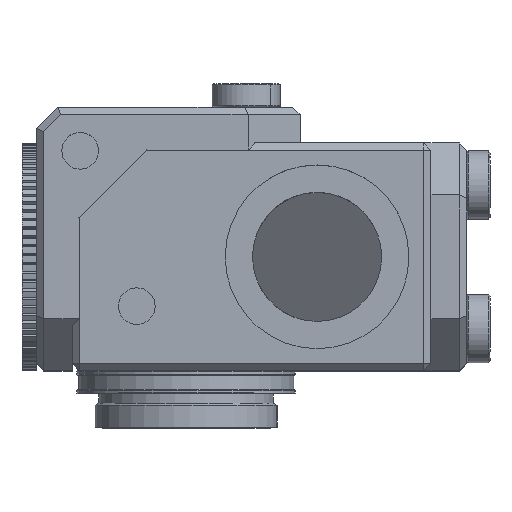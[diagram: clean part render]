
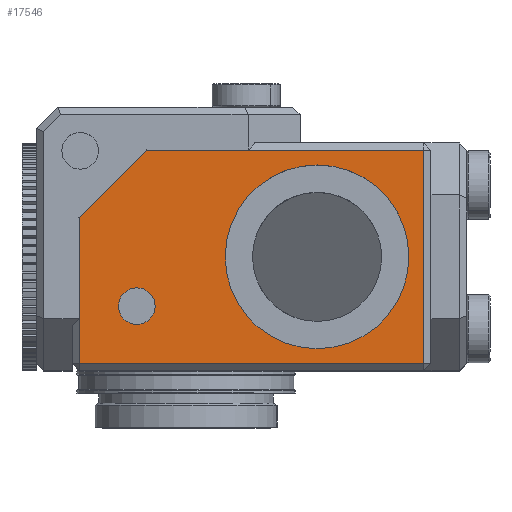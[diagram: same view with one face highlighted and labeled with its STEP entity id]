
A CAD part, top view. The second image highlights one B-rep face of the part: STEP entity #17546.
In plain terms, the highlighted face is planar.
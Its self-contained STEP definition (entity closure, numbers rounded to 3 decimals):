
#9 = ORIENTED_EDGE ( 'NONE', *, *, #8900, .T. ) ;
#448 = CIRCLE ( 'NONE', #17147, 2.553 ) ;
#670 = FACE_BOUND ( 'NONE', #8614, .T. ) ;
#1029 = CIRCLE ( 'NONE', #16622, 2.553 ) ;
#1273 = VERTEX_POINT ( 'NONE', #5321 ) ;
#1312 = DIRECTION ( 'NONE',  ( 0., 0., 1. ) ) ;
#1563 = PLANE ( 'NONE',  #6846 ) ;
#1950 = EDGE_CURVE ( 'NONE', #8387, #7147, #17899, .T. ) ;
#2082 = EDGE_CURVE ( 'NONE', #7147, #4581, #2726, .T. ) ;
#2177 = DIRECTION ( 'NONE',  ( 0., 0.707, 0.707 ) ) ;
#2267 = CARTESIAN_POINT ( 'NONE',  ( -15.875, -14.875, 39.586 ) ) ;
#2292 = VECTOR ( 'NONE', #16861, 1000. ) ;
#2300 = ORIENTED_EDGE ( 'NONE', *, *, #4669, .F. ) ;
#2726 = LINE ( 'NONE', #9350, #17076 ) ;
#2780 = DIRECTION ( 'NONE',  ( -1., 0., 0. ) ) ;
#3626 = DIRECTION ( 'NONE',  ( 0., 0., 1. ) ) ;
#3749 = CARTESIAN_POINT ( 'NONE',  ( -15.875, 14.875, 1. ) ) ;
#3872 = CARTESIAN_POINT ( 'NONE',  ( -15.875, 6.875, 38.447 ) ) ;
#4581 = VERTEX_POINT ( 'NONE', #7458 ) ;
#4669 = EDGE_CURVE ( 'NONE', #12192, #22400, #18865, .T. ) ;
#4945 = VECTOR ( 'NONE', #11052, 1000. ) ;
#5051 = ORIENTED_EDGE ( 'NONE', *, *, #19920, .T. ) ;
#5321 = CARTESIAN_POINT ( 'NONE',  ( -15.875, 14.875, 49. ) ) ;
#5700 = VERTEX_POINT ( 'NONE', #3749 ) ;
#6188 = VERTEX_POINT ( 'NONE', #3872 ) ;
#6402 = CARTESIAN_POINT ( 'NONE',  ( -15.875, 6.875, 41. ) ) ;
#6800 = CARTESIAN_POINT ( 'NONE',  ( -15.875, 15.875, 50. ) ) ;
#6846 = AXIS2_PLACEMENT_3D ( 'NONE', #6800, #13672, #12076 ) ;
#7073 = CARTESIAN_POINT ( 'NONE',  ( -15.875, 6.875, 43.553 ) ) ;
#7147 = VERTEX_POINT ( 'NONE', #2267 ) ;
#7330 = LINE ( 'NONE', #8829, #11977 ) ;
#7458 = CARTESIAN_POINT ( 'NONE',  ( -15.875, -5.461, 49. ) ) ;
#7680 = CIRCLE ( 'NONE', #21458, 12.802 ) ;
#8387 = VERTEX_POINT ( 'NONE', #12144 ) ;
#8448 = CARTESIAN_POINT ( 'NONE',  ( -15.875, 0., 3.073 ) ) ;
#8614 = EDGE_LOOP ( 'NONE', ( #20880, #16431 ) ) ;
#8829 = CARTESIAN_POINT ( 'NONE',  ( -15.875, 15.875, 1. ) ) ;
#8900 = EDGE_CURVE ( 'NONE', #5700, #8387, #7330, .T. ) ;
#9066 = LINE ( 'NONE', #21355, #4945 ) ;
#9339 = DIRECTION ( 'NONE',  ( 0., 0., 1. ) ) ;
#9350 = CARTESIAN_POINT ( 'NONE',  ( -15.875, -5.168, 49.293 ) ) ;
#10883 = EDGE_CURVE ( 'NONE', #19879, #6188, #1029, .T. ) ;
#10995 = ORIENTED_EDGE ( 'NONE', *, *, #1950, .T. ) ;
#11006 = DIRECTION ( 'NONE',  ( -1., 0., 0. ) ) ;
#11052 = DIRECTION ( 'NONE',  ( 0., 1., 0. ) ) ;
#11745 = DIRECTION ( 'NONE',  ( -1., 0., 0. ) ) ;
#11977 = VECTOR ( 'NONE', #20877, 1000. ) ;
#12076 = DIRECTION ( 'NONE',  ( 0., 0., -1. ) ) ;
#12144 = CARTESIAN_POINT ( 'NONE',  ( -15.875, -14.875, 1. ) ) ;
#12192 = VERTEX_POINT ( 'NONE', #13872 ) ;
#12234 = EDGE_LOOP ( 'NONE', ( #20592, #5051, #16894, #9, #10995 ) ) ;
#12451 = CARTESIAN_POINT ( 'NONE',  ( -15.875, -14.875, 50. ) ) ;
#12537 = DIRECTION ( 'NONE',  ( 0., 0., 1. ) ) ;
#12798 = VECTOR ( 'NONE', #12537, 1000. ) ;
#12811 = AXIS2_PLACEMENT_3D ( 'NONE', #15553, #17502, #3626 ) ;
#13441 = DIRECTION ( 'NONE',  ( 0., 0., 1. ) ) ;
#13475 = FACE_BOUND ( 'NONE', #16572, .T. ) ;
#13672 = DIRECTION ( 'NONE',  ( 1., 0., 0. ) ) ;
#13872 = CARTESIAN_POINT ( 'NONE',  ( -15.875, 0., 28.677 ) ) ;
#14269 = LINE ( 'NONE', #15272, #2292 ) ;
#14542 = FACE_OUTER_BOUND ( 'NONE', #12234, .T. ) ;
#15013 = EDGE_CURVE ( 'NONE', #22400, #12192, #7680, .T. ) ;
#15272 = CARTESIAN_POINT ( 'NONE',  ( -15.875, 14.875, 50. ) ) ;
#15553 = CARTESIAN_POINT ( 'NONE',  ( -15.875, 0., 15.875 ) ) ;
#15569 = ORIENTED_EDGE ( 'NONE', *, *, #15013, .F. ) ;
#16174 = EDGE_CURVE ( 'NONE', #6188, #19879, #448, .T. ) ;
#16431 = ORIENTED_EDGE ( 'NONE', *, *, #16174, .F. ) ;
#16572 = EDGE_LOOP ( 'NONE', ( #2300, #15569 ) ) ;
#16622 = AXIS2_PLACEMENT_3D ( 'NONE', #6402, #2780, #13441 ) ;
#16861 = DIRECTION ( 'NONE',  ( 0., 0., -1. ) ) ;
#16894 = ORIENTED_EDGE ( 'NONE', *, *, #17752, .T. ) ;
#17076 = VECTOR ( 'NONE', #2177, 1000. ) ;
#17147 = AXIS2_PLACEMENT_3D ( 'NONE', #18072, #11006, #9339 ) ;
#17502 = DIRECTION ( 'NONE',  ( -1., 0., 0. ) ) ;
#17546 = ADVANCED_FACE ( 'NONE', ( #670, #13475, #14542 ), #1563, .F. ) ;
#17752 = EDGE_CURVE ( 'NONE', #1273, #5700, #14269, .T. ) ;
#17899 = LINE ( 'NONE', #12451, #12798 ) ;
#18072 = CARTESIAN_POINT ( 'NONE',  ( -15.875, 6.875, 41. ) ) ;
#18865 = CIRCLE ( 'NONE', #12811, 12.802 ) ;
#19879 = VERTEX_POINT ( 'NONE', #7073 ) ;
#19920 = EDGE_CURVE ( 'NONE', #4581, #1273, #9066, .T. ) ;
#20592 = ORIENTED_EDGE ( 'NONE', *, *, #2082, .T. ) ;
#20877 = DIRECTION ( 'NONE',  ( 0., -1., 0. ) ) ;
#20880 = ORIENTED_EDGE ( 'NONE', *, *, #10883, .F. ) ;
#21355 = CARTESIAN_POINT ( 'NONE',  ( -15.875, 15.875, 49. ) ) ;
#21458 = AXIS2_PLACEMENT_3D ( 'NONE', #21835, #11745, #1312 ) ;
#21835 = CARTESIAN_POINT ( 'NONE',  ( -15.875, 0., 15.875 ) ) ;
#22400 = VERTEX_POINT ( 'NONE', #8448 ) ;
